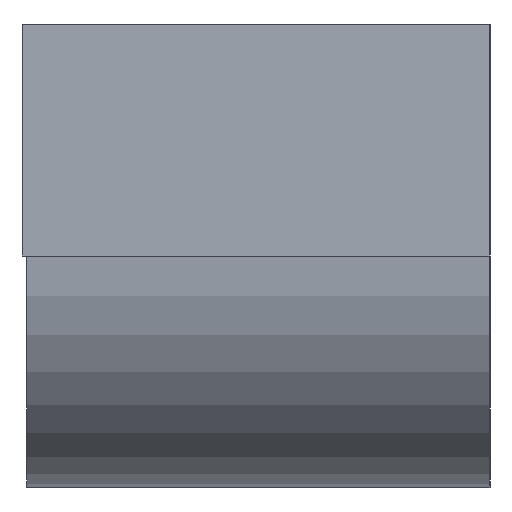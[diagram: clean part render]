
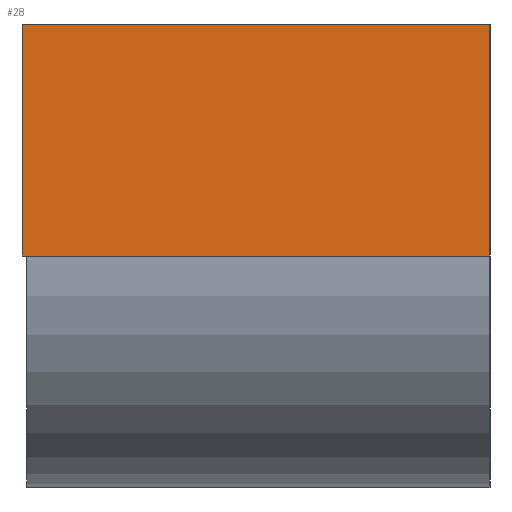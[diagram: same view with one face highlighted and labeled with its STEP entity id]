
A CAD part, left-side view. The second image highlights one B-rep face of the part: STEP entity #28.
In plain terms, the highlighted planar face has unit normal (-1, 0, 0).
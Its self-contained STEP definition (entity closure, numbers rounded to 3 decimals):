
#7 = VECTOR ( 'NONE', #207, 1000. ) ;
#10 = VECTOR ( 'NONE', #201, 1000. ) ;
#16 = LINE ( 'NONE', #202, #10 ) ;
#24 = LINE ( 'NONE', #208, #7 ) ;
#28 = ADVANCED_FACE ( 'NONE', ( #421 ), #179, .F. ) ;
#39 = CARTESIAN_POINT ( 'NONE',  ( -1.25, 0., 0.25 ) ) ;
#43 = DIRECTION ( 'NONE',  ( 0., -1., 0. ) ) ;
#64 = CARTESIAN_POINT ( 'NONE',  ( -1.25, 0., 0.25 ) ) ;
#67 = CARTESIAN_POINT ( 'NONE',  ( -1.25, 0., -0.25 ) ) ;
#86 = DIRECTION ( 'NONE',  ( 0., 0., 1. ) ) ;
#99 = CARTESIAN_POINT ( 'NONE',  ( -1.25, 1., 0.25 ) ) ;
#124 = DIRECTION ( 'NONE',  ( 0., 0., -1. ) ) ;
#127 = DIRECTION ( 'NONE',  ( 1., 0., 0. ) ) ;
#157 = CARTESIAN_POINT ( 'NONE',  ( -1.25, 1.01, -0.25 ) ) ;
#159 = CARTESIAN_POINT ( 'NONE',  ( -1.25, 1., 0.25 ) ) ;
#176 = CARTESIAN_POINT ( 'NONE',  ( -1.25, 1.01, 0.25 ) ) ;
#179 = PLANE ( 'NONE',  #237 ) ;
#201 = DIRECTION ( 'NONE',  ( 0., 0., 1. ) ) ;
#202 = CARTESIAN_POINT ( 'NONE',  ( -1.25, 1.01, 0.25 ) ) ;
#207 = DIRECTION ( 'NONE',  ( 0., -1., 0. ) ) ;
#208 = CARTESIAN_POINT ( 'NONE',  ( -1.25, 1., -0.25 ) ) ;
#237 = AXIS2_PLACEMENT_3D ( 'NONE', #99, #127, #124 ) ;
#269 = VERTEX_POINT ( 'NONE', #67 ) ;
#275 = VERTEX_POINT ( 'NONE', #39 ) ;
#285 = VERTEX_POINT ( 'NONE', #157 ) ;
#296 = VERTEX_POINT ( 'NONE', #176 ) ;
#308 = EDGE_CURVE ( 'NONE', #269, #275, #392, .T. ) ;
#316 = EDGE_CURVE ( 'NONE', #296, #275, #474, .T. ) ;
#326 = EDGE_CURVE ( 'NONE', #285, #269, #24, .T. ) ;
#329 = EDGE_CURVE ( 'NONE', #285, #296, #16, .T. ) ;
#350 = ORIENTED_EDGE ( 'NONE', *, *, #316, .F. ) ;
#392 = LINE ( 'NONE', #64, #393 ) ;
#393 = VECTOR ( 'NONE', #86, 1000. ) ;
#398 = ORIENTED_EDGE ( 'NONE', *, *, #308, .T. ) ;
#402 = ORIENTED_EDGE ( 'NONE', *, *, #326, .T. ) ;
#404 = ORIENTED_EDGE ( 'NONE', *, *, #329, .F. ) ;
#419 = EDGE_LOOP ( 'NONE', ( #398, #350, #404, #402 ) ) ;
#421 = FACE_OUTER_BOUND ( 'NONE', #419, .T. ) ;
#473 = VECTOR ( 'NONE', #43, 1000. ) ;
#474 = LINE ( 'NONE', #159, #473 ) ;
